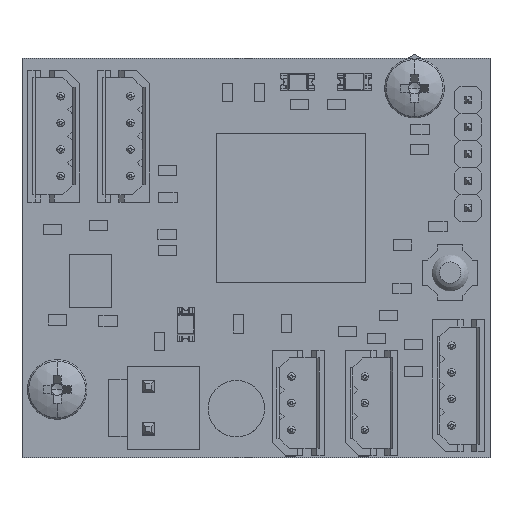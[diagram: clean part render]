
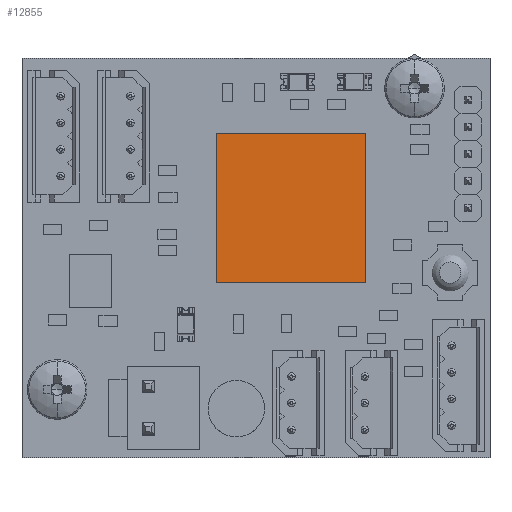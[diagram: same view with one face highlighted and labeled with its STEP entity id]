
A CAD part, top view. The second image highlights one B-rep face of the part: STEP entity #12855.
In plain terms, the highlighted planar face has unit normal (0, 0, 1).
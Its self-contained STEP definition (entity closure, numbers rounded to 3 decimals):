
#12726 = VERTEX_POINT('',#12727);
#12727 = CARTESIAN_POINT('',(-7.,-7.,1.2));
#12733 = EDGE_CURVE('',#12726,#12734,#12736,.T.);
#12734 = VERTEX_POINT('',#12735);
#12735 = CARTESIAN_POINT('',(7.,-7.,1.2));
#12736 = LINE('',#12737,#12738);
#12737 = CARTESIAN_POINT('',(-7.,-7.,1.2));
#12738 = VECTOR('',#12739,1.);
#12739 = DIRECTION('',(1.,0.,0.));
#12764 = EDGE_CURVE('',#12734,#12765,#12767,.T.);
#12765 = VERTEX_POINT('',#12766);
#12766 = CARTESIAN_POINT('',(7.,7.,1.2));
#12767 = LINE('',#12768,#12769);
#12768 = CARTESIAN_POINT('',(7.,-7.,1.2));
#12769 = VECTOR('',#12770,1.);
#12770 = DIRECTION('',(0.,1.,0.));
#12795 = EDGE_CURVE('',#12765,#12796,#12798,.T.);
#12796 = VERTEX_POINT('',#12797);
#12797 = CARTESIAN_POINT('',(-7.,7.,1.2));
#12798 = LINE('',#12799,#12800);
#12799 = CARTESIAN_POINT('',(7.,7.,1.2));
#12800 = VECTOR('',#12801,1.);
#12801 = DIRECTION('',(-1.,0.,0.));
#12826 = EDGE_CURVE('',#12796,#12726,#12827,.T.);
#12827 = LINE('',#12828,#12829);
#12828 = CARTESIAN_POINT('',(-7.,7.,1.2));
#12829 = VECTOR('',#12830,1.);
#12830 = DIRECTION('',(0.,-1.,0.));
#12855 = ADVANCED_FACE('',(#12856),#12862,.F.);
#12856 = FACE_BOUND('',#12857,.T.);
#12857 = EDGE_LOOP('',(#12858,#12859,#12860,#12861));
#12858 = ORIENTED_EDGE('',*,*,#12733,.T.);
#12859 = ORIENTED_EDGE('',*,*,#12764,.T.);
#12860 = ORIENTED_EDGE('',*,*,#12795,.T.);
#12861 = ORIENTED_EDGE('',*,*,#12826,.T.);
#12862 = PLANE('',#12863);
#12863 = AXIS2_PLACEMENT_3D('',#12864,#12865,#12866);
#12864 = CARTESIAN_POINT('',(-7.,-7.,1.2));
#12865 = DIRECTION('',(0.,0.,-1.));
#12866 = DIRECTION('',(-1.,0.,0.));
